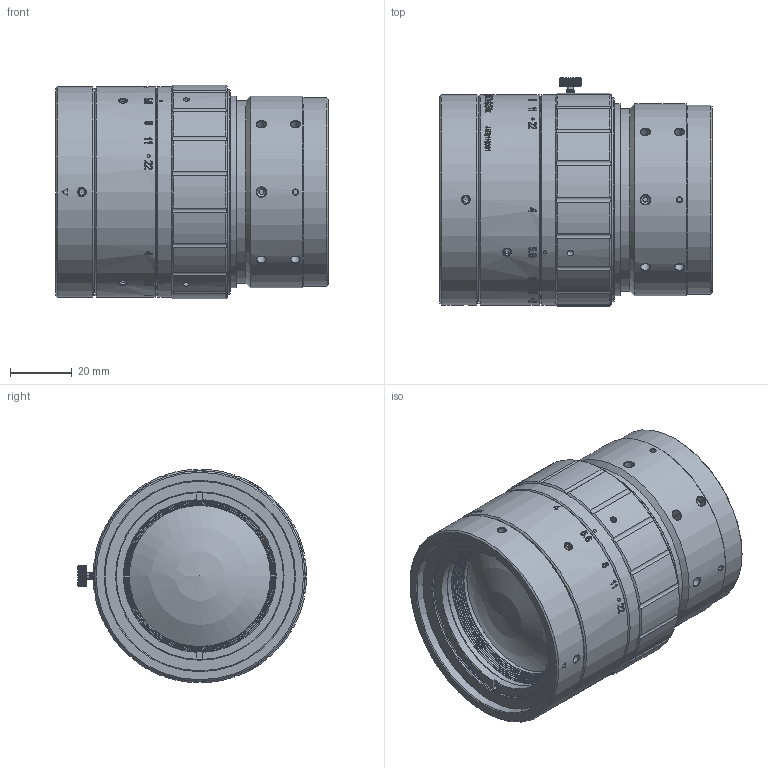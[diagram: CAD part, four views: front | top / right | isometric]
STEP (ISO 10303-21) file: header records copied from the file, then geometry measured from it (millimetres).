
FILE_DESCRIPTION(/* description */ (''),/* implementation_level */ '2;1');
FILE_NAME(/* name */ 'PLS16050APO-B1_外形3D.stp',/* time_stamp */ '2023-04-04T17:48:25+08:00',/* author */ (''),/* organization */ (''),/* preprocessor_version */ 'ST-DEVELOPER v16',/* originating_system */ 'SIEMENS PLM Software NX 10.0',/* authorisation */ '');
FILE_SCHEMA (('AUTOMOTIVE_DESIGN { 1 0 10303 214 3 1 1 1 }'));
Length unit declared in the file: millimetre
Products named in the file (1): FLY78384B1El3db
Bounding box: 88.16 x 73.96 x 68.98 mm (x, y, z)
Volume: 258337.2 mm3; surface area: 40723.2 mm2
Topology: 1 solids, 8 shells, 1601 faces, 4184 edges, 2749 vertices
Faces by surface type: plane 767, extrusion 374, cylinder 348, cone 85, bspline 25, sphere 2
Full cylindrical faces by diameter (mm): 1 x6, 1.6 x8, 2.1 x6, 2.5 x7, 3 x16, 45.6 x1, 46 x1, 46.1 x1, 46.5 x1, 46.6 x1, 47 x1, 47.1 x1, 47.5 x1, 47.6 x1, 48 x1, 48.1 x1, 48.5 x1, 48.6 x1, 49 x3, 49.1 x1, 49.5 x1, 49.6 x1, 54 x2, 54.2 x1, 54.4 x2, 55 x1, 55.4 x1, 58 x1, 59 x1, 60 x3
Entity records: 66536 total; most frequent: CARTESIAN_POINT 29760, ORIENTED_EDGE 7806, DIRECTION 6281, EDGE_CURVE 3903, VERTEX_POINT 2656, VECTOR 2211, AXIS2_PLACEMENT_3D 2035, EDGE_LOOP 1936
